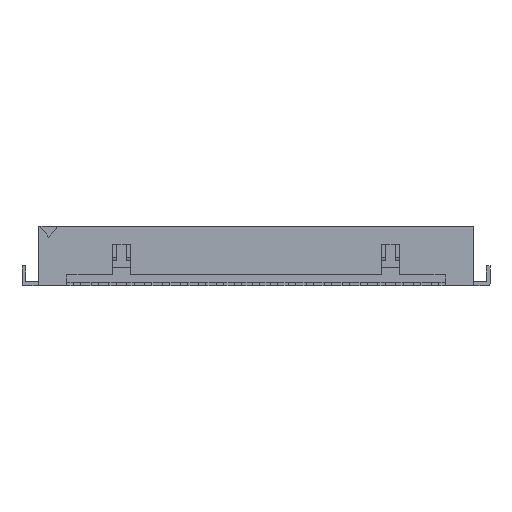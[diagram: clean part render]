
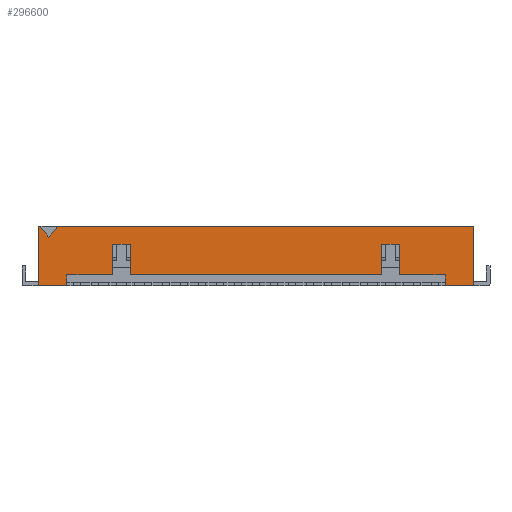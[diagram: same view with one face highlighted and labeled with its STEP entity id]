
A CAD part, left-side view. The second image highlights one B-rep face of the part: STEP entity #296600.
In plain terms, the highlighted planar face has unit normal (-1, 0, 0).
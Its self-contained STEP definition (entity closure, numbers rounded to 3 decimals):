
#890=CARTESIAN_POINT('',(4.194,575.068,
-0.6));
#900=VERTEX_POINT('',#890);
#1150=CARTESIAN_POINT('',(4.194,575.068,
1.1));
#1160=VERTEX_POINT('',#1150);
#1190=CARTESIAN_POINT('',(4.194,575.068,0.));
#1200=DIRECTION('',(0.,0.,-1.));
#1210=VECTOR('',#1200,1.);
#1220=LINE('',#1190,#1210);
#1230=EDGE_CURVE('',#1160,#900,#1220,.T.);
#3870=CARTESIAN_POINT('',(4.194,578.618,
-0.6));
#3880=VERTEX_POINT('',#3870);
#3910=CARTESIAN_POINT('',(4.194,0.,-0.6));
#3920=DIRECTION('',(0.,1.,0.));
#3930=VECTOR('',#3920,1.);
#3940=LINE('',#3910,#3930);
#3950=CARTESIAN_POINT('',(4.194,576.068,
-0.6));
#3960=VERTEX_POINT('',#3950);
#3970=EDGE_CURVE('',#3960,#3880,#3940,.T.);
#26680=CARTESIAN_POINT('',(4.194,578.368,0.));
#26690=DIRECTION('',(0.,-0.64,-0.768));
#26700=VECTOR('',#26690,1.);
#26710=LINE('',#26680,#26700);
#26720=CARTESIAN_POINT('',(4.194,580.118,
2.1));
#26730=VERTEX_POINT('',#26720);
#26740=CARTESIAN_POINT('',(4.194,579.618,1.5));
#26750=VERTEX_POINT('',#26740);
#26760=EDGE_CURVE('',#26730,#26750,#26710,.T.);
#27080=CARTESIAN_POINT('',(4.194,580.868,0.));
#27090=DIRECTION('',(0.,-0.64,0.768));
#27100=VECTOR('',#27090,1.);
#27110=LINE('',#27080,#27100);
#27120=CARTESIAN_POINT('',(4.194,579.118,
2.1));
#27130=VERTEX_POINT('',#27120);
#27140=EDGE_CURVE('',#26750,#27130,#27110,.T.);
#29420=CARTESIAN_POINT('',(4.194,576.068,0.));
#29430=DIRECTION('',(0.,0.,-1.));
#29440=VECTOR('',#29430,1.);
#29450=LINE('',#29420,#29440);
#29460=CARTESIAN_POINT('',(4.194,576.068,
1.1));
#29470=VERTEX_POINT('',#29460);
#29480=EDGE_CURVE('',#29470,#3960,#29450,.T.);
#31360=CARTESIAN_POINT('',(4.194,557.518,0.));
#31370=DIRECTION('',(0.,0.,1.));
#31380=VECTOR('',#31370,1.);
#31390=LINE('',#31360,#31380);
#31400=CARTESIAN_POINT('',(4.194,557.518,
-1.2));
#31410=VERTEX_POINT('',#31400);
#31420=CARTESIAN_POINT('',(4.194,557.518,
-0.6));
#31430=VERTEX_POINT('',#31420);
#31440=EDGE_CURVE('',#31410,#31430,#31390,.T.);
#32630=CARTESIAN_POINT('',(4.194,580.218,
2.1));
#32640=VERTEX_POINT('',#32630);
#32690=CARTESIAN_POINT('',(4.194,580.218,0.));
#32700=DIRECTION('',(0.,0.,1.));
#32710=VECTOR('',#32700,1.);
#32720=LINE('',#32690,#32710);
#32730=CARTESIAN_POINT('',(4.194,580.218,
-1.2));
#32740=VERTEX_POINT('',#32730);
#32750=EDGE_CURVE('',#32740,#32640,#32720,.T.);
#65160=CARTESIAN_POINT('',(4.194,578.618,
-1.2));
#65170=VERTEX_POINT('',#65160);
#65200=CARTESIAN_POINT('',(4.194,578.618,0.));
#65210=DIRECTION('',(0.,0.,-1.));
#65220=VECTOR('',#65210,1.);
#65230=LINE('',#65200,#65220);
#65240=EDGE_CURVE('',#3880,#65170,#65230,.T.);
#73850=CARTESIAN_POINT('',(4.194,555.918,
-1.2));
#73860=VERTEX_POINT('',#73850);
#73890=CARTESIAN_POINT('',(4.194,555.918,0.));
#73900=DIRECTION('',(0.,0.,-1.));
#73910=VECTOR('',#73900,1.);
#73920=LINE('',#73890,#73910);
#73930=CARTESIAN_POINT('',(4.194,555.918,
2.1));
#73940=VERTEX_POINT('',#73930);
#73950=EDGE_CURVE('',#73940,#73860,#73920,.T.);
#114790=CARTESIAN_POINT('',(4.194,0.,-0.6));
#114800=DIRECTION('',(0.,1.,0.));
#114810=VECTOR('',#114800,1.);
#114820=LINE('',#114790,#114810);
#114830=CARTESIAN_POINT('',(4.194,561.068,
-0.6));
#114840=VERTEX_POINT('',#114830);
#114850=EDGE_CURVE('',#114840,#900,#114820,.T.);
#118660=CARTESIAN_POINT('',(4.194,0.,-1.2));
#118670=DIRECTION('',(0.,1.,0.));
#118680=VECTOR('',#118670,1.);
#118690=LINE('',#118660,#118680);
#118700=EDGE_CURVE('',#65170,#32740,#118690,.T.);
#123490=EDGE_CURVE('',#73860,#31410,#118690,.T.);
#191790=CARTESIAN_POINT('',(4.194,0.,2.1));
#191800=DIRECTION('',(0.,1.,0.));
#191810=VECTOR('',#191800,1.);
#191820=LINE('',#191790,#191810);
#191830=EDGE_CURVE('',#73940,#27130,#191820,.T.);
#191880=EDGE_CURVE('',#26730,#32640,#191820,.T.);
#247030=CARTESIAN_POINT('',(4.194,560.068,
-0.6));
#247040=VERTEX_POINT('',#247030);
#247070=CARTESIAN_POINT('',(4.194,0.,-0.6));
#247080=DIRECTION('',(0.,1.,0.));
#247090=VECTOR('',#247080,1.);
#247100=LINE('',#247070,#247090);
#247110=EDGE_CURVE('',#31430,#247040,#247100,.T.);
#253860=CARTESIAN_POINT('',(4.194,0.,1.1));
#253870=DIRECTION('',(0.,1.,0.));
#253880=VECTOR('',#253870,1.);
#253890=LINE('',#253860,#253880);
#253900=EDGE_CURVE('',#1160,#29470,#253890,.T.);
#279010=CARTESIAN_POINT('',(4.194,0.,1.1));
#279020=DIRECTION('',(0.,1.,0.));
#279030=VECTOR('',#279020,1.);
#279040=LINE('',#279010,#279030);
#279050=CARTESIAN_POINT('',(4.194,560.068,
1.1));
#279060=VERTEX_POINT('',#279050);
#279070=CARTESIAN_POINT('',(4.194,561.068,
1.1));
#279080=VERTEX_POINT('',#279070);
#279090=EDGE_CURVE('',#279060,#279080,#279040,.T.);
#295420=CARTESIAN_POINT('',(4.194,560.068,0.));
#295430=DIRECTION('',(0.,0.,-1.));
#295440=VECTOR('',#295430,1.);
#295450=LINE('',#295420,#295440);
#295460=EDGE_CURVE('',#279060,#247040,#295450,.T.);
#296290=CARTESIAN_POINT('',(4.194,561.068,
0.45));
#296300=DIRECTION('',(1.,0.,0.));
#296310=DIRECTION('',(0.,0.,1.));
#296320=AXIS2_PLACEMENT_3D('',#296290,#296300,#296310);
#296330=PLANE('',#296320);
#296340=ORIENTED_EDGE('',*,*,#73950,.F.);
#296350=ORIENTED_EDGE('',*,*,#123490,.F.);
#296360=ORIENTED_EDGE('',*,*,#31440,.F.);
#296370=ORIENTED_EDGE('',*,*,#247110,.F.);
#296380=ORIENTED_EDGE('',*,*,#295460,.T.);
#296390=ORIENTED_EDGE('',*,*,#279090,.F.);
#296400=CARTESIAN_POINT('',(4.194,561.068,0.));
#296410=DIRECTION('',(0.,0.,-1.));
#296420=VECTOR('',#296410,1.);
#296430=LINE('',#296400,#296420);
#296440=EDGE_CURVE('',#279080,#114840,#296430,.T.);
#296450=ORIENTED_EDGE('',*,*,#296440,.F.);
#296460=ORIENTED_EDGE('',*,*,#114850,.F.);
#296470=ORIENTED_EDGE('',*,*,#1230,.T.);
#296480=ORIENTED_EDGE('',*,*,#253900,.F.);
#296490=ORIENTED_EDGE('',*,*,#29480,.F.);
#296500=ORIENTED_EDGE('',*,*,#3970,.F.);
#296510=ORIENTED_EDGE('',*,*,#65240,.F.);
#296520=ORIENTED_EDGE('',*,*,#118700,.F.);
#296530=ORIENTED_EDGE('',*,*,#32750,.F.);
#296540=ORIENTED_EDGE('',*,*,#191880,.T.);
#296550=ORIENTED_EDGE('',*,*,#26760,.F.);
#296560=ORIENTED_EDGE('',*,*,#27140,.F.);
#296570=ORIENTED_EDGE('',*,*,#191830,.T.);
#296580=EDGE_LOOP('',(#296570,#296560,#296550,#296540,#296530,#296520,
#296510,#296500,#296490,#296480,#296470,#296460,#296450,#296390,#296380,
#296370,#296360,#296350,#296340));
#296590=FACE_OUTER_BOUND('',#296580,.T.);
#296600=ADVANCED_FACE('',(#296590),#296330,.F.);
